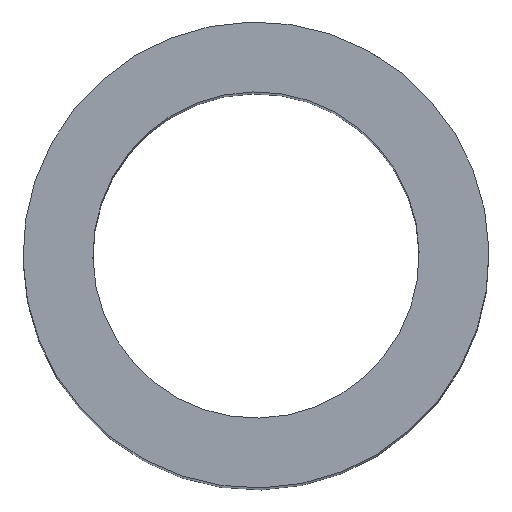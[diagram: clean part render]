
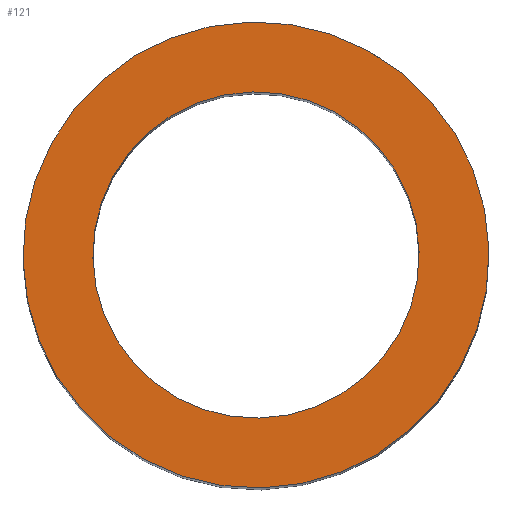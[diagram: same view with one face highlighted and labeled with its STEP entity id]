
A CAD part, top view. The second image highlights one B-rep face of the part: STEP entity #121.
In plain terms, the highlighted planar face has unit normal (0, 0, 1).
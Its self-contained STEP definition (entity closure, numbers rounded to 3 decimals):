
#56=AXIS2_PLACEMENT_3D('Circle Axis2P3D',#54,#55,$) ;
#92=AXIS2_PLACEMENT_3D('Plane Axis2P3D',#89,#90,#91) ;
#96=AXIS2_PLACEMENT_3D('Circle Axis2P3D',#94,#95,$) ;
#105=AXIS2_PLACEMENT_3D('Circle Axis2P3D',#103,#104,$) ;
#114=AXIS2_PLACEMENT_3D('Circle Axis2P3D',#112,#113,$) ;
#54=CARTESIAN_POINT('Axis2P3D Location',(2.5,2.5,12.5)) ;
#58=CARTESIAN_POINT('Vertex',(3.339,4.036,12.5)) ;
#60=CARTESIAN_POINT('Vertex',(1.661,0.964,12.5)) ;
#89=CARTESIAN_POINT('Axis2P3D Location',(2.5,4.25,12.5)) ;
#94=CARTESIAN_POINT('Axis2P3D Location',(2.5,2.5,12.5)) ;
#98=CARTESIAN_POINT('Vertex',(3.699,4.694,12.5)) ;
#100=CARTESIAN_POINT('Vertex',(1.301,0.306,12.5)) ;
#103=CARTESIAN_POINT('Axis2P3D Location',(2.5,2.5,12.5)) ;
#112=CARTESIAN_POINT('Axis2P3D Location',(2.5,2.5,12.5)) ;
#55=DIRECTION('Axis2P3D Direction',(0.,0.,-1.)) ;
#90=DIRECTION('Axis2P3D Direction',(0.,0.,-1.)) ;
#91=DIRECTION('Axis2P3D XDirection',(1.,0.,0.)) ;
#95=DIRECTION('Axis2P3D Direction',(0.,0.,-1.)) ;
#104=DIRECTION('Axis2P3D Direction',(0.,0.,-1.)) ;
#113=DIRECTION('Axis2P3D Direction',(0.,0.,-1.)) ;
#109=ORIENTED_EDGE('',*,*,#102,.F.) ;
#110=ORIENTED_EDGE('',*,*,#107,.F.) ;
#118=ORIENTED_EDGE('',*,*,#116,.T.) ;
#119=ORIENTED_EDGE('',*,*,#62,.T.) ;
#120=FACE_BOUND('',#117,.T.) ;
#121=ADVANCED_FACE('K\X2\00F6\X0\rper.2',(#111,#120),#93,.F.) ;
#57=CIRCLE('generated circle',#56,1.75) ;
#97=CIRCLE('generated circle',#96,2.5) ;
#106=CIRCLE('generated circle',#105,2.5) ;
#115=CIRCLE('generated circle',#114,1.75) ;
#62=EDGE_CURVE('',#59,#61,#57,.T.) ;
#102=EDGE_CURVE('',#99,#101,#97,.T.) ;
#107=EDGE_CURVE('',#101,#99,#106,.T.) ;
#116=EDGE_CURVE('',#61,#59,#115,.T.) ;
#108=EDGE_LOOP('',(#109,#110)) ;
#117=EDGE_LOOP('',(#118,#119)) ;
#111=FACE_OUTER_BOUND('',#108,.T.) ;
#93=PLANE('',#92) ;
#59=VERTEX_POINT('',#58) ;
#61=VERTEX_POINT('',#60) ;
#99=VERTEX_POINT('',#98) ;
#101=VERTEX_POINT('',#100) ;
